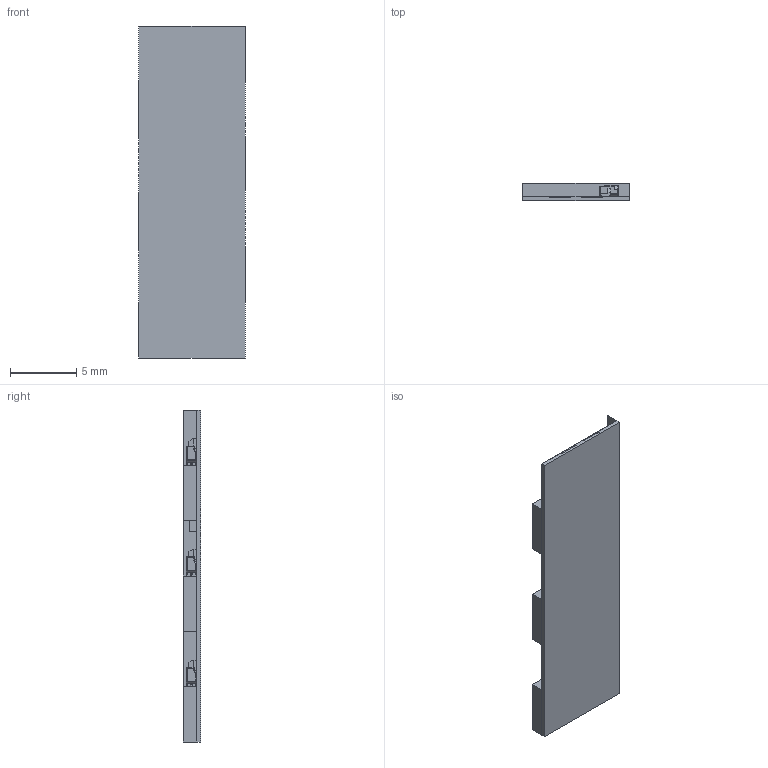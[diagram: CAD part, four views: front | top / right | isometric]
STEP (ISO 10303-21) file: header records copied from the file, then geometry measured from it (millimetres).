
FILE_DESCRIPTION((''),'2;1');
FILE_NAME('LS-12V-120-W8-335_ASM','2020-08-16T',('Administrator'),(''),'PRO/ENGINEER BY PARAMETRIC TECHNOLOGY CORPORATION, 2011310','PRO/ENGINEER BY PARAMETRIC TECHNOLOGY CORPORATION, 2011310','');
FILE_SCHEMA(('AUTOMOTIVE_DESIGN_CC2 { 1 2 10303 214 -1 1 5 2 }'));
Length unit declared in the file: millimetre
Products named in the file (9): LS-12V-120-W8-335_SKEL; LS-12V-120-W8-335_PLATE; LS-12V-120-W8-335_PADS; RES_1206_01; RES_1206_02; RES_1206_03; RES_1206_ASM; LED-335; LS-12V-120-W8-335_ASM
Assembly tree (11 placements, depth 3):
  LS-12V-120-W8-335_ASM
    LS-12V-120-W8-335_SKEL
    LS-12V-120-W8-335_PLATE
    LS-12V-120-W8-335_PADS
    RES_1206_ASM
      RES_1206_01  x2
      RES_1206_02
      RES_1206_03
    LED-335  x3
Bounding box: 8 x 1.3 x 25 mm (x, y, z)
Volume: 72.1 mm3; surface area: 1296.2 mm2
Topology: 21 solids, 25 shells, 565 faces, 1486 edges, 951 vertices
Faces by surface type: plane 326, cylinder 181, extrusion 28, sphere 27, bspline 3
Entity records: 15304 total; most frequent: CARTESIAN_POINT 2539, DIRECTION 1871, ORIENTED_EDGE 1862, EDGE_CURVE 995, PRESENTATION_STYLE_ASSIGNMENT 905, STYLED_ITEM 889, CURVE_STYLE 775, VECTOR 747
